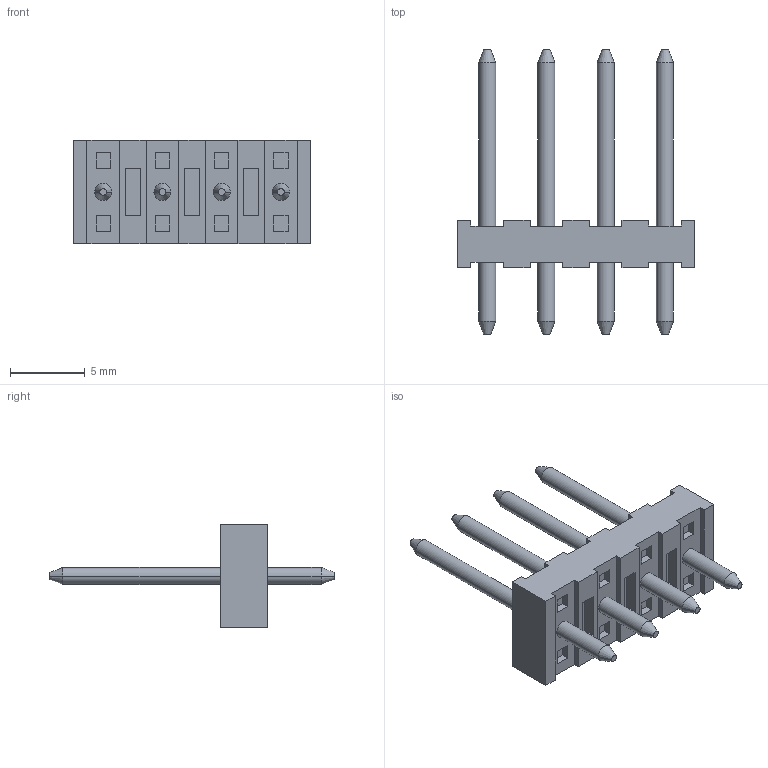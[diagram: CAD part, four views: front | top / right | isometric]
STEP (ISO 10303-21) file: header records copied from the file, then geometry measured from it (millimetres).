
FILE_DESCRIPTION(('STEP AP242'),'1');
FILE_NAME('0026202041.stp','2024-05-12T10:43:14',('TraceParts'),('TraceParts S.A.'),'Spatial InterOp 3D',' ',' ');
FILE_SCHEMA(('AP242_MANAGED_MODEL_BASED_3D_ENGINEERING_MIM_LF {1 0 10303 442 1 1 4}'));
Length unit declared in the file: millimetre
Products named in the file (1): 0026202041_1
Bounding box: 15.85 x 19.05 x 6.9 mm (x, y, z)
Volume: 345.8 mm3; surface area: 673.3 mm2
Topology: 1 solids, 1 shells, 148 faces, 368 edges, 256 vertices
Faces by surface type: plane 116, cylinder 16, cone 16
Entity records: 4354 total; most frequent: CARTESIAN_POINT 750, DIRECTION 724, ORIENTED_EDGE 712, EDGE_CURVE 356, LINE 312, VECTOR 312, VERTEX_POINT 232, AXIS2_PLACEMENT_3D 206
